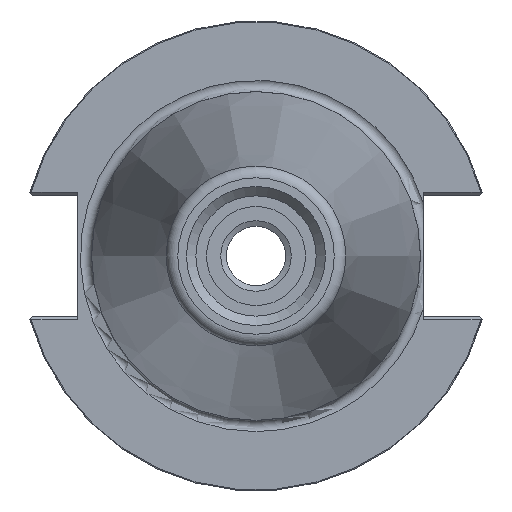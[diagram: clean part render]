
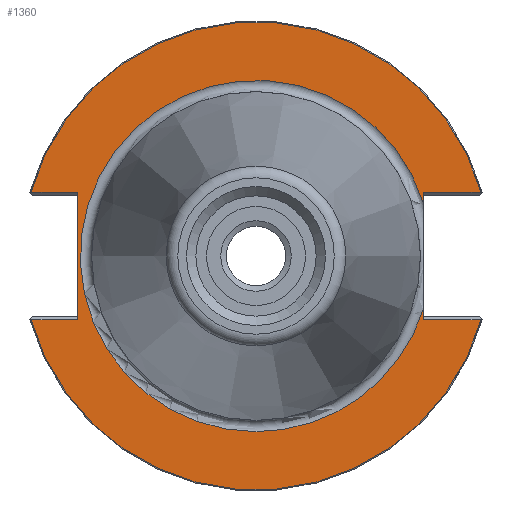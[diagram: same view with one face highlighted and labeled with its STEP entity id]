
A CAD part, left-side view. The second image highlights one B-rep face of the part: STEP entity #1360.
In plain terms, the highlighted planar face has unit normal (-1, 0, 0).
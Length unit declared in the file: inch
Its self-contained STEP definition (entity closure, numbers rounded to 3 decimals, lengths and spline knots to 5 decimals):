
#107=PLANE('',#1472);
#161=FACE_OUTER_BOUND('',#244,.T.);
#244=EDGE_LOOP('',(#990,#991,#992,#993,#994,#995,#996,#997,#998,#999,#1000));
#329=LINE('',#1981,#437);
#330=LINE('',#2003,#438);
#337=LINE('',#2055,#445);
#339=LINE('',#2059,#447);
#340=LINE('',#2061,#448);
#341=LINE('',#2063,#449);
#342=LINE('',#2066,#450);
#437=VECTOR('',#1633,0.0526);
#438=VECTOR('',#1634,0.0526);
#445=VECTOR('',#1653,0.30821);
#447=VECTOR('',#1657,0.24821);
#448=VECTOR('',#1658,0.67625);
#449=VECTOR('',#1659,0.24821);
#450=VECTOR('',#1662,0.30821);
#542=CIRCLE('',#1467,1.245);
#544=CIRCLE('',#1473,1.245);
#545=CIRCLE('',#1474,0.93468);
#546=CIRCLE('',#1475,0.93468);
#597=VERTEX_POINT('',#1978);
#598=VERTEX_POINT('',#1980);
#599=VERTEX_POINT('',#1982);
#600=VERTEX_POINT('',#2002);
#604=VERTEX_POINT('',#2011);
#605=VERTEX_POINT('',#2020);
#612=VERTEX_POINT('',#2058);
#613=VERTEX_POINT('',#2060);
#614=VERTEX_POINT('',#2062);
#615=VERTEX_POINT('',#2064);
#616=VERTEX_POINT('',#2067);
#740=EDGE_CURVE('',#598,#597,#329,.T.);
#742=EDGE_CURVE('',#600,#599,#330,.T.);
#747=EDGE_CURVE('',#604,#605,#542,.T.);
#756=EDGE_CURVE('',#597,#605,#337,.T.);
#758=EDGE_CURVE('',#612,#604,#339,.T.);
#759=EDGE_CURVE('',#613,#612,#340,.T.);
#760=EDGE_CURVE('',#614,#613,#341,.T.);
#761=EDGE_CURVE('',#615,#614,#544,.T.);
#762=EDGE_CURVE('',#615,#600,#342,.T.);
#763=EDGE_CURVE('',#599,#616,#545,.T.);
#764=EDGE_CURVE('',#616,#598,#546,.T.);
#990=ORIENTED_EDGE('',*,*,#747,.F.);
#991=ORIENTED_EDGE('',*,*,#758,.F.);
#992=ORIENTED_EDGE('',*,*,#759,.F.);
#993=ORIENTED_EDGE('',*,*,#760,.F.);
#994=ORIENTED_EDGE('',*,*,#761,.F.);
#995=ORIENTED_EDGE('',*,*,#762,.T.);
#996=ORIENTED_EDGE('',*,*,#742,.T.);
#997=ORIENTED_EDGE('',*,*,#763,.T.);
#998=ORIENTED_EDGE('',*,*,#764,.T.);
#999=ORIENTED_EDGE('',*,*,#740,.T.);
#1000=ORIENTED_EDGE('',*,*,#756,.T.);
#1360=ADVANCED_FACE('',(#161),#107,.T.);
#1467=AXIS2_PLACEMENT_3D('',#2021,#1640,#1641);
#1472=AXIS2_PLACEMENT_3D('',#2057,#1655,#1656);
#1473=AXIS2_PLACEMENT_3D('',#2065,#1660,#1661);
#1474=AXIS2_PLACEMENT_3D('',#2068,#1663,#1664);
#1475=AXIS2_PLACEMENT_3D('',#2069,#1665,#1666);
#1633=DIRECTION('',(0.,0.,1.));
#1634=DIRECTION('',(0.,0.,1.));
#1640=DIRECTION('center_axis',(1.,0.,0.));
#1641=DIRECTION('ref_axis',(0.,0.,
1.));
#1653=DIRECTION('',(0.,-1.,0.));
#1655=DIRECTION('center_axis',(-1.,0.,0.));
#1656=DIRECTION('ref_axis',(0.,0.,1.));
#1657=DIRECTION('',(0.,1.,0.));
#1658=DIRECTION('',(0.,0.,1.));
#1659=DIRECTION('',(0.,-1.,0.));
#1660=DIRECTION('center_axis',(1.,0.,0.));
#1661=DIRECTION('ref_axis',(0.,0.,
-1.));
#1662=DIRECTION('',(0.,1.,0.));
#1663=DIRECTION('center_axis',(1.,0.,0.));
#1664=DIRECTION('ref_axis',(0.,0.,1.));
#1665=DIRECTION('center_axis',(1.,0.,0.));
#1666=DIRECTION('ref_axis',(0.,0.,1.));
#1978=CARTESIAN_POINT('',(-1.17746,-0.89001,0.33812));
#1980=CARTESIAN_POINT('',(-1.17746,-0.89001,0.28553));
#1981=CARTESIAN_POINT('',(-1.17746,-0.89001,0.));
#1982=CARTESIAN_POINT('',(-1.17746,-0.89001,-0.28553));
#2002=CARTESIAN_POINT('',(-1.17746,-0.89001,-0.33813));
#2003=CARTESIAN_POINT('',(-1.17746,-0.89001,0.));
#2011=CARTESIAN_POINT('',(-1.17746,1.19819,0.33812));
#2020=CARTESIAN_POINT('',(-1.17746,-1.19822,0.33812));
#2021=CARTESIAN_POINT('Origin',(-1.17746,-0.00001,
0.));
#2055=CARTESIAN_POINT('',(-1.17746,-0.90251,0.33812));
#2057=CARTESIAN_POINT('Origin',(-1.17746,-0.87501,0.));
#2058=CARTESIAN_POINT('',(-1.17746,0.94999,0.33812));
#2059=CARTESIAN_POINT('',(-1.17746,0.02749,0.33812));
#2060=CARTESIAN_POINT('',(-1.17746,0.94999,-0.33813));
#2061=CARTESIAN_POINT('',(-1.17746,0.94999,-0.33813));
#2062=CARTESIAN_POINT('',(-1.17746,1.19819,-0.33813));
#2063=CARTESIAN_POINT('',(-1.17746,0.27749,-0.33813));
#2064=CARTESIAN_POINT('',(-1.17746,-1.19822,-0.33813));
#2065=CARTESIAN_POINT('Origin',(-1.17746,-0.00001,
0.));
#2066=CARTESIAN_POINT('',(-1.17746,-0.90251,-0.33813));
#2067=CARTESIAN_POINT('',(-1.17746,-0.00001,-0.93468));
#2068=CARTESIAN_POINT('Origin',(-1.17746,-0.00001,
0.));
#2069=CARTESIAN_POINT('Origin',(-1.17746,-0.00001,
0.));
